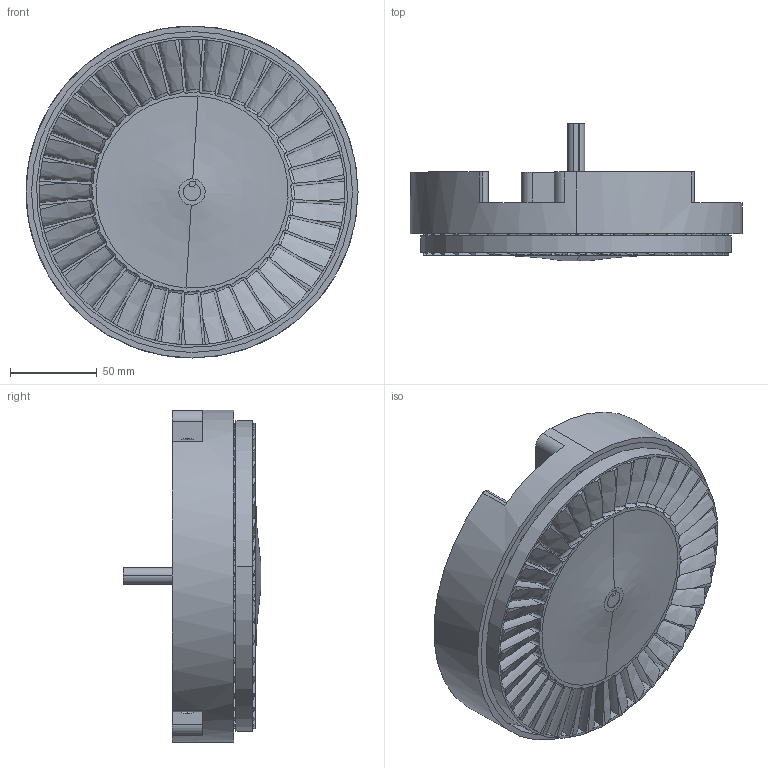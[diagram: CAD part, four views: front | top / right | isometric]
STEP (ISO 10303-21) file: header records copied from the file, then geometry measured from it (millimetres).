
FILE_DESCRIPTION (( 'STEP AP214' ), '1' );
FILE_NAME ('[TP] [Turb] Rotor46.STEP', '2024-05-08T07:22:33', ( '' ), ( '' ), 'SwSTEP 2.0', 'SolidWorks 2023', '' );
FILE_SCHEMA (( 'AUTOMOTIVE_DESIGN' ));
Length unit declared in the file: inch
Products named in the file (5): [TP] [Turb] Turbine Manifold; [TP] [Turb] Key_98870A114; [TP] [Turb] Keyed Shaft - 7398K211_304_7398K211; [TP] [Turb] Blisk - Copy; [TP] [Turb] Rotor46
Assembly tree (4 placements, depth 2):
  [TP] [Turb] Rotor46
    [TP] [Turb] Turbine Manifold
    [TP] [Turb] Blisk - Copy
    [TP] [Turb] Keyed Shaft - 7398K211_304_7398K211
    [TP] [Turb] Key_98870A114
Bounding box: 191.77 x 79.38 x 191.77 mm (x, y, z)
Volume: 620877.6 mm3; surface area: 187567.1 mm2
Topology: 4 solids, 44 shells, 727 faces, 2057 edges, 1335 vertices
Faces by surface type: cylinder 317, plane 232, bspline 124, torus 40, cone 14
Entity records: 35679 total; most frequent: CARTESIAN_POINT 18649, ORIENTED_EDGE 4094, DIRECTION 2815, EDGE_CURVE 2047, VERTEX_POINT 1335, AXIS2_PLACEMENT_3D 1177, B_SPLINE_CURVE_WITH_KNOTS 1015, EDGE_LOOP 742
